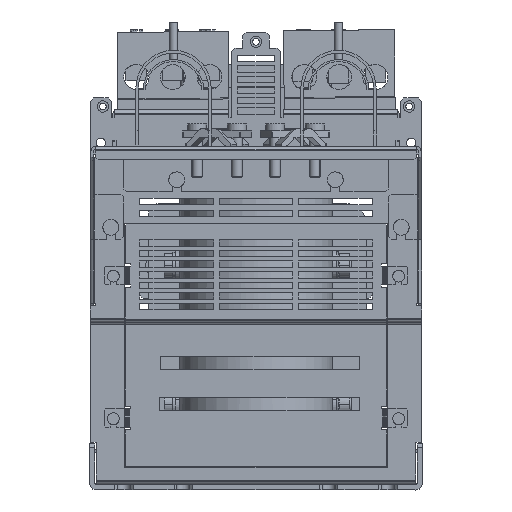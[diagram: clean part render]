
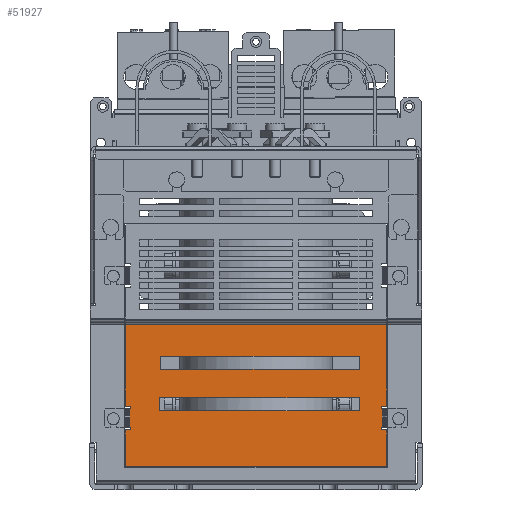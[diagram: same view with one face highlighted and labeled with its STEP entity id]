
A CAD part, front view. The second image highlights one B-rep face of the part: STEP entity #51927.
In plain terms, the highlighted planar face has unit normal (0, -1, 0).
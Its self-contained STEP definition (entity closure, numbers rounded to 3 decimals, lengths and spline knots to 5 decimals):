
#7659=DIRECTION('',(-1.,0.,0.));
#7660=VECTOR('',#7659,0.00076);
#7661=CARTESIAN_POINT('',(-0.095,-0.3415,0.0575));
#7662=LINE('',#7661,#7660);
#7695=DIRECTION('',(1.,0.,0.));
#7696=VECTOR('',#7695,0.00076);
#7697=CARTESIAN_POINT('',(-0.09576,-0.3415,0.0435));
#7698=LINE('',#7697,#7696);
#7780=DIRECTION('',(1.,0.,0.));
#7781=VECTOR('',#7780,0.196);
#7782=CARTESIAN_POINT('',(-0.098,-0.3415,0.0135));
#7783=LINE('',#7782,#7781);
#7800=DIRECTION('',(0.,0.,-1.));
#7801=VECTOR('',#7800,0.027);
#7802=CARTESIAN_POINT('',(-0.099,-0.3415,0.0415));
#7803=LINE('',#7802,#7801);
#7804=DIRECTION('',(-1.,0.,0.));
#7805=VECTOR('',#7804,0.004);
#7806=CARTESIAN_POINT('',(-0.095,-0.3415,0.0415));
#7807=LINE('',#7806,#7805);
#7816=DIRECTION('',(-0.707,0.,-0.707));
#7817=VECTOR('',#7816,0.00141);
#7818=CARTESIAN_POINT('',(0.099,-0.3415,0.0145));
#7819=LINE('',#7818,#7817);
#7820=DIRECTION('',(-0.707,0.,0.707));
#7821=VECTOR('',#7820,0.00141);
#7822=CARTESIAN_POINT('',(-0.098,-0.3415,0.0135));
#7823=LINE('',#7822,#7821);
#7824=DIRECTION('',(0.,0.,-1.));
#7825=VECTOR('',#7824,0.00999);
#7826=CARTESIAN_POINT('',(-0.07212,-0.3415,0.09739));
#7827=LINE('',#7826,#7825);
#7828=DIRECTION('',(1.,0.,0.));
#7829=VECTOR('',#7828,0.15031);
#7830=CARTESIAN_POINT('',(-0.07212,-0.3415,0.0874));
#7831=LINE('',#7830,#7829);
#7832=DIRECTION('',(0.,0.,1.));
#7833=VECTOR('',#7832,0.00999);
#7834=CARTESIAN_POINT('',(0.0782,-0.3415,0.0874));
#7835=LINE('',#7834,#7833);
#7836=DIRECTION('',(-1.,0.,0.));
#7837=VECTOR('',#7836,0.15031);
#7838=CARTESIAN_POINT('',(0.0782,-0.3415,0.09739));
#7839=LINE('',#7838,#7837);
#7840=DIRECTION('',(0.,0.,-1.));
#7841=VECTOR('',#7840,0.00999);
#7842=CARTESIAN_POINT('',(-0.07302,-0.3415,0.06605));
#7843=LINE('',#7842,#7841);
#7844=DIRECTION('',(1.,0.,0.));
#7845=VECTOR('',#7844,0.15122);
#7846=CARTESIAN_POINT('',(-0.07302,-0.3415,0.05606));
#7847=LINE('',#7846,#7845);
#7848=DIRECTION('',(0.,0.,1.));
#7849=VECTOR('',#7848,0.00999);
#7850=CARTESIAN_POINT('',(0.0782,-0.3415,0.05606));
#7851=LINE('',#7850,#7849);
#7852=DIRECTION('',(-1.,0.,0.));
#7853=VECTOR('',#7852,0.15122);
#7854=CARTESIAN_POINT('',(0.0782,-0.3415,0.06605));
#7855=LINE('',#7854,#7853);
#7856=DIRECTION('',(0.,0.,-1.));
#7857=VECTOR('',#7856,0.002);
#7858=CARTESIAN_POINT('',(-0.095,-0.3415,0.0435));
#7859=LINE('',#7858,#7857);
#7872=DIRECTION('',(0.,0.,-1.));
#7873=VECTOR('',#7872,0.014);
#7874=CARTESIAN_POINT('',(-0.09576,-0.3415,0.0575));
#7875=LINE('',#7874,#7873);
#7876=DIRECTION('',(0.,0.,-1.));
#7877=VECTOR('',#7876,0.002);
#7878=CARTESIAN_POINT('',(-0.095,-0.3415,0.0595));
#7879=LINE('',#7878,#7877);
#7892=DIRECTION('',(1.,0.,0.));
#7893=VECTOR('',#7892,0.004);
#7894=CARTESIAN_POINT('',(-0.099,-0.3415,0.0595));
#7895=LINE('',#7894,#7893);
#7915=DIRECTION('',(0.,0.,-1.));
#7916=VECTOR('',#7915,0.062);
#7917=CARTESIAN_POINT('',(-0.099,-0.3415,0.1215));
#7918=LINE('',#7917,#7916);
#7970=DIRECTION('',(0.,0.,1.));
#7971=VECTOR('',#7970,0.062);
#7972=CARTESIAN_POINT('',(0.099,-0.3415,0.0595));
#7973=LINE('',#7972,#7971);
#7996=DIRECTION('',(1.,0.,0.));
#7997=VECTOR('',#7996,0.004);
#7998=CARTESIAN_POINT('',(0.095,-0.3415,0.0595));
#7999=LINE('',#7998,#7997);
#8008=DIRECTION('',(0.,0.,1.));
#8009=VECTOR('',#8008,0.002);
#8010=CARTESIAN_POINT('',(0.095,-0.3415,0.0575));
#8011=LINE('',#8010,#8009);
#8034=DIRECTION('',(-1.,0.,0.));
#8035=VECTOR('',#8034,0.00076);
#8036=CARTESIAN_POINT('',(0.09576,-0.3415,0.0575));
#8037=LINE('',#8036,#8035);
#8227=DIRECTION('',(1.,0.,0.));
#8228=VECTOR('',#8227,0.00076);
#8229=CARTESIAN_POINT('',(0.095,-0.3415,0.0435));
#8230=LINE('',#8229,#8228);
#8261=DIRECTION('',(0.,0.,1.));
#8262=VECTOR('',#8261,0.002);
#8263=CARTESIAN_POINT('',(0.095,-0.3415,0.0415));
#8264=LINE('',#8263,#8262);
#8277=DIRECTION('',(-1.,0.,0.));
#8278=VECTOR('',#8277,0.004);
#8279=CARTESIAN_POINT('',(0.099,-0.3415,0.0415));
#8280=LINE('',#8279,#8278);
#8285=DIRECTION('',(0.,0.,1.));
#8286=VECTOR('',#8285,0.027);
#8287=CARTESIAN_POINT('',(0.099,-0.3415,0.0145));
#8288=LINE('',#8287,#8286);
#8293=DIRECTION('',(0.,0.,1.));
#8294=VECTOR('',#8293,0.014);
#8295=CARTESIAN_POINT('',(0.09576,-0.3415,0.0435));
#8296=LINE('',#8295,#8294);
#8345=DIRECTION('',(-1.,0.,0.));
#8346=VECTOR('',#8345,0.198);
#8347=CARTESIAN_POINT('',(0.099,-0.3415,0.1215));
#8348=LINE('',#8347,#8346);
#29719=CARTESIAN_POINT('',(-0.099,-0.3415,0.1215));
#29720=VERTEX_POINT('',#29719);
#29721=CARTESIAN_POINT('',(-0.099,-0.3415,0.0595));
#29722=VERTEX_POINT('',#29721);
#29773=CARTESIAN_POINT('',(0.099,-0.3415,0.0145));
#29774=CARTESIAN_POINT('',(0.098,-0.3415,0.0135));
#29775=VERTEX_POINT('',#29773);
#29776=VERTEX_POINT('',#29774);
#29777=CARTESIAN_POINT('',(-0.098,-0.3415,0.0135));
#29778=VERTEX_POINT('',#29777);
#29779=CARTESIAN_POINT('',(-0.099,-0.3415,0.0145));
#29780=VERTEX_POINT('',#29779);
#29781=CARTESIAN_POINT('',(-0.099,-0.3415,0.0415));
#29782=VERTEX_POINT('',#29781);
#29783=CARTESIAN_POINT('',(-0.095,-0.3415,0.0415));
#29784=VERTEX_POINT('',#29783);
#29785=CARTESIAN_POINT('',(-0.095,-0.3415,0.0435));
#29786=VERTEX_POINT('',#29785);
#29787=CARTESIAN_POINT('',(-0.09576,-0.3415,0.0435));
#29788=VERTEX_POINT('',#29787);
#29789=CARTESIAN_POINT('',(-0.09576,-0.3415,0.0575));
#29790=VERTEX_POINT('',#29789);
#29791=CARTESIAN_POINT('',(-0.095,-0.3415,0.0575));
#29792=VERTEX_POINT('',#29791);
#29793=CARTESIAN_POINT('',(-0.095,-0.3415,0.0595));
#29794=VERTEX_POINT('',#29793);
#29795=CARTESIAN_POINT('',(0.099,-0.3415,0.1215));
#29796=VERTEX_POINT('',#29795);
#29797=CARTESIAN_POINT('',(0.099,-0.3415,0.0595));
#29798=VERTEX_POINT('',#29797);
#29799=CARTESIAN_POINT('',(0.095,-0.3415,0.0595));
#29800=VERTEX_POINT('',#29799);
#29801=CARTESIAN_POINT('',(0.095,-0.3415,0.0575));
#29802=VERTEX_POINT('',#29801);
#29803=CARTESIAN_POINT('',(0.09576,-0.3415,0.0575));
#29804=VERTEX_POINT('',#29803);
#29805=CARTESIAN_POINT('',(0.09576,-0.3415,0.0435));
#29806=VERTEX_POINT('',#29805);
#29807=CARTESIAN_POINT('',(0.095,-0.3415,0.0435));
#29808=VERTEX_POINT('',#29807);
#29809=CARTESIAN_POINT('',(0.095,-0.3415,0.0415));
#29810=VERTEX_POINT('',#29809);
#29811=CARTESIAN_POINT('',(0.099,-0.3415,0.0415));
#29812=VERTEX_POINT('',#29811);
#34671=CARTESIAN_POINT('',(-0.07212,-0.3415,0.09739));
#34672=CARTESIAN_POINT('',(-0.07212,-0.3415,0.0874));
#34673=VERTEX_POINT('',#34671);
#34674=VERTEX_POINT('',#34672);
#34675=CARTESIAN_POINT('',(0.0782,-0.3415,0.0874));
#34676=VERTEX_POINT('',#34675);
#34677=CARTESIAN_POINT('',(0.0782,-0.3415,0.09739));
#34678=VERTEX_POINT('',#34677);
#34679=CARTESIAN_POINT('',(-0.07302,-0.3415,0.06605));
#34680=CARTESIAN_POINT('',(-0.07302,-0.3415,0.05606));
#34681=VERTEX_POINT('',#34679);
#34682=VERTEX_POINT('',#34680);
#34683=CARTESIAN_POINT('',(0.0782,-0.3415,0.05606));
#34684=VERTEX_POINT('',#34683);
#34685=CARTESIAN_POINT('',(0.0782,-0.3415,0.06605));
#34686=VERTEX_POINT('',#34685);
#51863=CARTESIAN_POINT('',(0.,-0.3415,0.068));
#51864=DIRECTION('',(0.,1.,0.));
#51865=DIRECTION('',(0.,0.,1.));
#51866=AXIS2_PLACEMENT_3D('',#51863,#51864,#51865);
#51867=PLANE('',#51866);
#51868=ORIENTED_EDGE('',*,*,#51739,.T.);
#51869=ORIENTED_EDGE('',*,*,#51768,.F.);
#51870=ORIENTED_EDGE('',*,*,#51792,.T.);
#51871=ORIENTED_EDGE('',*,*,#51820,.F.);
#51872=ORIENTED_EDGE('',*,*,#51842,.F.);
#51874=ORIENTED_EDGE('',*,*,#51873,.F.);
#51875=ORIENTED_EDGE('',*,*,#51551,.F.);
#51877=ORIENTED_EDGE('',*,*,#51876,.F.);
#51878=ORIENTED_EDGE('',*,*,#51490,.F.);
#51880=ORIENTED_EDGE('',*,*,#51879,.F.);
#51882=ORIENTED_EDGE('',*,*,#51881,.F.);
#51884=ORIENTED_EDGE('',*,*,#51883,.F.);
#51886=ORIENTED_EDGE('',*,*,#51885,.F.);
#51888=ORIENTED_EDGE('',*,*,#51887,.F.);
#51890=ORIENTED_EDGE('',*,*,#51889,.F.);
#51892=ORIENTED_EDGE('',*,*,#51891,.F.);
#51894=ORIENTED_EDGE('',*,*,#51893,.F.);
#51896=ORIENTED_EDGE('',*,*,#51895,.F.);
#51898=ORIENTED_EDGE('',*,*,#51897,.F.);
#51900=ORIENTED_EDGE('',*,*,#51899,.F.);
#51902=ORIENTED_EDGE('',*,*,#51901,.F.);
#51904=ORIENTED_EDGE('',*,*,#51903,.F.);
#51905=EDGE_LOOP('',(#51868,#51869,#51870,#51871,#51872,#51874,#51875,#51877,
#51878,#51880,#51882,#51884,#51886,#51888,#51890,#51892,#51894,#51896,#51898,
#51900,#51902,#51904));
#51906=FACE_OUTER_BOUND('',#51905,.F.);
#51908=ORIENTED_EDGE('',*,*,#51907,.T.);
#51910=ORIENTED_EDGE('',*,*,#51909,.T.);
#51912=ORIENTED_EDGE('',*,*,#51911,.T.);
#51914=ORIENTED_EDGE('',*,*,#51913,.T.);
#51915=EDGE_LOOP('',(#51908,#51910,#51912,#51914));
#51916=FACE_BOUND('',#51915,.F.);
#51918=ORIENTED_EDGE('',*,*,#51917,.T.);
#51920=ORIENTED_EDGE('',*,*,#51919,.T.);
#51922=ORIENTED_EDGE('',*,*,#51921,.T.);
#51924=ORIENTED_EDGE('',*,*,#51923,.T.);
#51925=EDGE_LOOP('',(#51918,#51920,#51922,#51924));
#51926=FACE_BOUND('',#51925,.F.);
#51927=ADVANCED_FACE('',(#51906,#51916,#51926),#51867,.F.);
#51490=EDGE_CURVE('',#29792,#29790,#7662,.T.);
#51551=EDGE_CURVE('',#29788,#29786,#7698,.T.);
#51739=EDGE_CURVE('',#29775,#29776,#7819,.T.);
#51768=EDGE_CURVE('',#29778,#29776,#7783,.T.);
#51792=EDGE_CURVE('',#29778,#29780,#7823,.T.);
#51820=EDGE_CURVE('',#29782,#29780,#7803,.T.);
#51842=EDGE_CURVE('',#29784,#29782,#7807,.T.);
#51873=EDGE_CURVE('',#29786,#29784,#7859,.T.);
#51876=EDGE_CURVE('',#29790,#29788,#7875,.T.);
#51879=EDGE_CURVE('',#29794,#29792,#7879,.T.);
#51881=EDGE_CURVE('',#29722,#29794,#7895,.T.);
#51883=EDGE_CURVE('',#29720,#29722,#7918,.T.);
#51885=EDGE_CURVE('',#29796,#29720,#8348,.T.);
#51887=EDGE_CURVE('',#29798,#29796,#7973,.T.);
#51889=EDGE_CURVE('',#29800,#29798,#7999,.T.);
#51891=EDGE_CURVE('',#29802,#29800,#8011,.T.);
#51893=EDGE_CURVE('',#29804,#29802,#8037,.T.);
#51895=EDGE_CURVE('',#29806,#29804,#8296,.T.);
#51897=EDGE_CURVE('',#29808,#29806,#8230,.T.);
#51899=EDGE_CURVE('',#29810,#29808,#8264,.T.);
#51901=EDGE_CURVE('',#29812,#29810,#8280,.T.);
#51903=EDGE_CURVE('',#29775,#29812,#8288,.T.);
#51907=EDGE_CURVE('',#34673,#34674,#7827,.T.);
#51909=EDGE_CURVE('',#34674,#34676,#7831,.T.);
#51911=EDGE_CURVE('',#34676,#34678,#7835,.T.);
#51913=EDGE_CURVE('',#34678,#34673,#7839,.T.);
#51917=EDGE_CURVE('',#34681,#34682,#7843,.T.);
#51919=EDGE_CURVE('',#34682,#34684,#7847,.T.);
#51921=EDGE_CURVE('',#34684,#34686,#7851,.T.);
#51923=EDGE_CURVE('',#34686,#34681,#7855,.T.);
